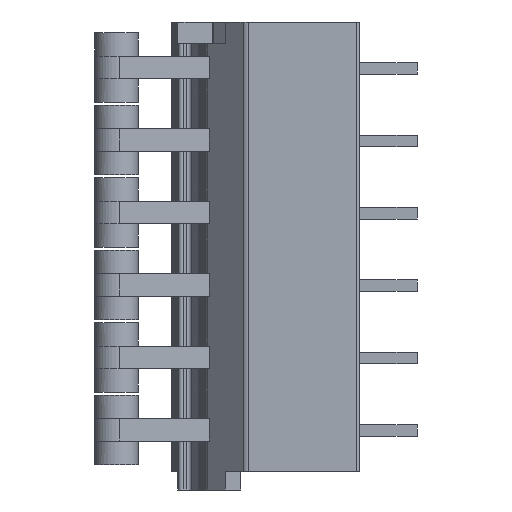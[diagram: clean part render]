
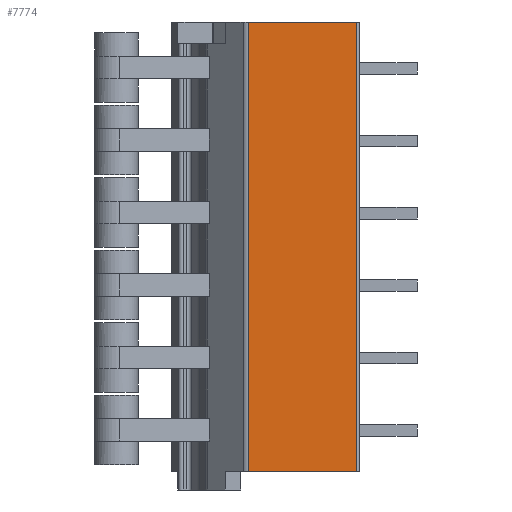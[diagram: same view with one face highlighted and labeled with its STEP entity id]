
A CAD part, left-side view. The second image highlights one B-rep face of the part: STEP entity #7774.
In plain terms, the highlighted planar face has unit normal (-1, 0, 0).
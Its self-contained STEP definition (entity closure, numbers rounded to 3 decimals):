
#30=DIRECTION('',(0.,-1.,0.));
#31=VECTOR('',#30,7.471);
#32=CARTESIAN_POINT('',(0.,7.671,-27.8));
#33=LINE('',#32,#31);
#310=DIRECTION('',(0.,-1.,0.));
#311=VECTOR('',#310,7.471);
#312=CARTESIAN_POINT('',(0.,7.671,3.2));
#313=LINE('',#312,#311);
#435=DIRECTION('',(0.,0.,1.));
#436=VECTOR('',#435,31.);
#437=CARTESIAN_POINT('',(0.,7.671,-27.8));
#438=LINE('',#437,#436);
#439=DIRECTION('',(0.,0.,1.));
#440=VECTOR('',#439,31.);
#441=CARTESIAN_POINT('',(0.,0.2,-27.8));
#442=LINE('',#441,#440);
#5968=CARTESIAN_POINT('',(0.,7.671,-27.8));
#5970=VERTEX_POINT('',#5968);
#5971=CARTESIAN_POINT('',(0.,0.2,-27.8));
#5972=VERTEX_POINT('',#5971);
#6088=CARTESIAN_POINT('',(0.,7.671,3.2));
#6090=VERTEX_POINT('',#6088);
#6091=CARTESIAN_POINT('',(0.,0.2,3.2));
#6092=VERTEX_POINT('',#6091);
#7762=CARTESIAN_POINT('',(0.,7.671,-27.8));
#7763=DIRECTION('',(-1.,0.,0.));
#7764=DIRECTION('',(0.,-1.,0.));
#7765=AXIS2_PLACEMENT_3D('',#7762,#7763,#7764);
#7766=PLANE('',#7765);
#7767=ORIENTED_EDGE('',*,*,#7756,.T.);
#7768=ORIENTED_EDGE('',*,*,#7658,.T.);
#7770=ORIENTED_EDGE('',*,*,#7769,.F.);
#7771=ORIENTED_EDGE('',*,*,#7458,.F.);
#7772=EDGE_LOOP('',(#7767,#7768,#7770,#7771));
#7773=FACE_OUTER_BOUND('',#7772,.F.);
#7774=ADVANCED_FACE('',(#7773),#7766,.T.);
#7458=EDGE_CURVE('',#5970,#5972,#33,.T.);
#7658=EDGE_CURVE('',#6090,#6092,#313,.T.);
#7756=EDGE_CURVE('',#5970,#6090,#438,.T.);
#7769=EDGE_CURVE('',#5972,#6092,#442,.T.);
